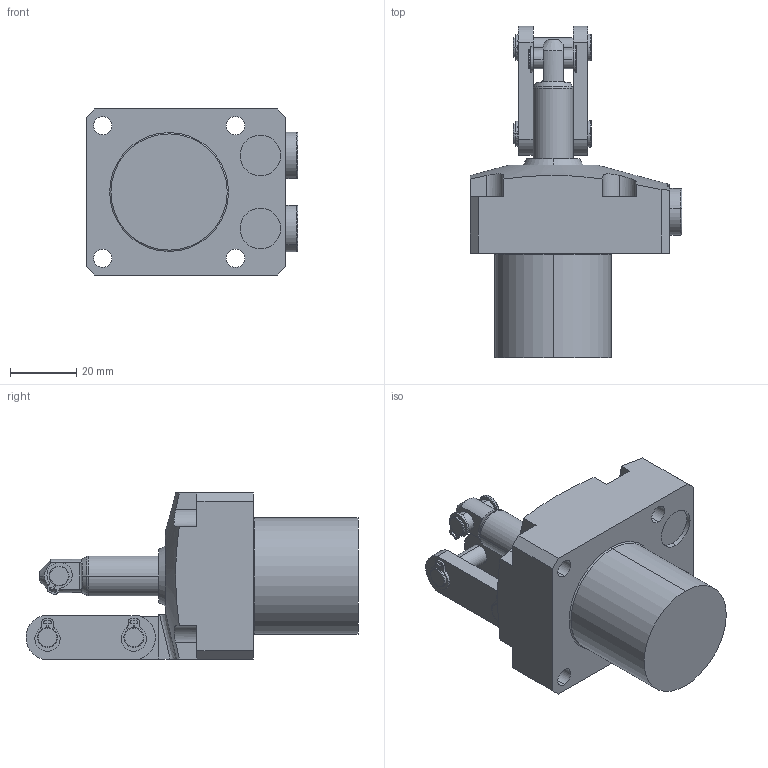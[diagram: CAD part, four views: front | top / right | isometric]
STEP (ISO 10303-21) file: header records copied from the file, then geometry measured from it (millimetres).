
FILE_DESCRIPTION (( 'STEP AP214' ), '1' );
FILE_NAME ('CLW04-R.STEP', '2008-06-24T09:39:32', ( 'パスカルエンジニアリング' ), ( '' ), 'SwSTEP 2.0', 'SolidWorks 2008', '' );
FILE_SCHEMA (( 'AUTOMOTIVE_DESIGN' ));
Length unit declared in the file: millimetre
Products named in the file (5): CLW04piston_蹬怮椔; CLW04cylinder(俼)_棉太倌; BSPP-G1-8_蹬怮椔; CLW04link_蹬怮椔; CLW04-R
Assembly tree (5 placements, depth 2):
  CLW04-R
    CLW04piston_蹬怮椔
    BSPP-G1-8_蹬怮椔  x2
    CLW04link_蹬怮椔
    CLW04cylinder(俼)_棉太倌
Bounding box: 63.8 x 99.97 x 50 mm (x, y, z)
Volume: 107843.4 mm3; surface area: 24777.7 mm2
Topology: 5 solids, 5 shells, 278 faces, 692 edges, 446 vertices
Faces by surface type: plane 125, cylinder 110, torus 22, cone 19, bspline 2
Entity records: 8248 total; most frequent: CARTESIAN_POINT 1773, DIRECTION 1382, ORIENTED_EDGE 1292, EDGE_CURVE 646, AXIS2_PLACEMENT_3D 527, VERTEX_POINT 418, VECTOR 328, LINE 328
